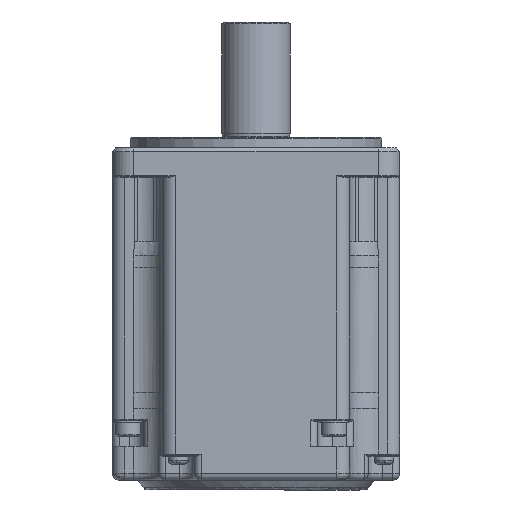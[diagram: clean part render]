
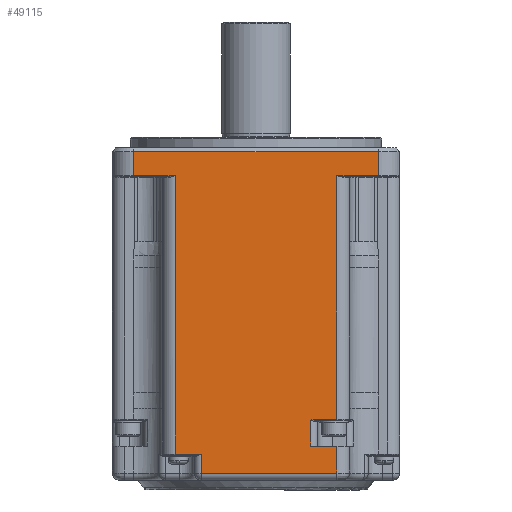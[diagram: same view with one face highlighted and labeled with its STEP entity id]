
A CAD part, front view. The second image highlights one B-rep face of the part: STEP entity #49115.
In plain terms, the highlighted planar face has unit normal (0, -1, 0).
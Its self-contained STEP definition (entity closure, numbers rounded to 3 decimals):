
#3259=CARTESIAN_POINT('',(22.5,-40.,-93.4));
#3260=VERTEX_POINT('',#3259);
#3285=CARTESIAN_POINT('',(-15.2,-40.,-93.4));
#3286=VERTEX_POINT('',#3285);
#3296=CARTESIAN_POINT('',(22.5,-40.,-93.4));
#3297=DIRECTION('',(-1.,0.,0.));
#3298=VECTOR('',#3297,37.7);
#3299=LINE('',#3296,#3298);
#3300=EDGE_CURVE('',#3260,#3286,#3299,.T.);
#4646=CARTESIAN_POINT('',(15.2,-40.,-85.9));
#4647=VERTEX_POINT('',#4646);
#4655=CARTESIAN_POINT('',(22.5,-40.,-85.9));
#4656=VERTEX_POINT('',#4655);
#4657=CARTESIAN_POINT('',(15.2,-40.,-85.9));
#4658=DIRECTION('',(1.,0.,0.));
#4659=VECTOR('',#4658,7.3);
#4660=LINE('',#4657,#4659);
#4661=EDGE_CURVE('',#4647,#4656,#4660,.T.);
#4845=CARTESIAN_POINT('',(22.5,-40.,-78.45));
#4846=VERTEX_POINT('',#4845);
#4869=CARTESIAN_POINT('',(-22.5,-40.,-88.1));
#4870=VERTEX_POINT('',#4869);
#4888=CARTESIAN_POINT('',(-15.2,-40.,-88.1));
#4889=VERTEX_POINT('',#4888);
#4904=CARTESIAN_POINT('',(-15.2,-40.,-88.1));
#4905=DIRECTION('',(-1.,0.,0.));
#4906=VECTOR('',#4905,7.3);
#4907=LINE('',#4904,#4906);
#4908=EDGE_CURVE('',#4889,#4870,#4907,.T.);
#4925=CARTESIAN_POINT('',(-15.2,-40.,-93.4));
#4926=DIRECTION('',(0.,0.,1.));
#4927=VECTOR('',#4926,5.3);
#4928=LINE('',#4925,#4927);
#4929=EDGE_CURVE('',#3286,#4889,#4928,.T.);
#4970=CARTESIAN_POINT('',(22.5,-40.,-85.9));
#4971=DIRECTION('',(0.,0.,-1.));
#4972=VECTOR('',#4971,7.5);
#4973=LINE('',#4970,#4972);
#4974=EDGE_CURVE('',#4656,#3260,#4973,.T.);
#4987=CARTESIAN_POINT('',(15.2,-40.,-78.7));
#4988=VERTEX_POINT('',#4987);
#4989=CARTESIAN_POINT('',(15.2,-40.,-78.7));
#4990=DIRECTION('',(0.,0.,-1.));
#4991=VECTOR('',#4990,7.2);
#4992=LINE('',#4989,#4991);
#4993=EDGE_CURVE('',#4988,#4647,#4992,.T.);
#5190=CARTESIAN_POINT('',(16.615,-40.,-78.45));
#5191=VERTEX_POINT('',#5190);
#5201=CARTESIAN_POINT('',(16.615,-40.,-78.45));
#5202=CARTESIAN_POINT('',(16.572,-40.,-78.451));
#5203=CARTESIAN_POINT('',(16.43,-40.,-78.463));
#5204=CARTESIAN_POINT('',(16.2,-40.,-78.492));
#5205=CARTESIAN_POINT('',(15.953,-40.,-78.528));
#5206=CARTESIAN_POINT('',(15.718,-40.,-78.566));
#5207=CARTESIAN_POINT('',(15.395,-40.,-78.631));
#5208=CARTESIAN_POINT('',(15.247,-40.,-78.674));
#5209=CARTESIAN_POINT('',(15.2,-40.,-78.7));
#5210=B_SPLINE_CURVE_WITH_KNOTS('',3,(#5201,#5202,#5203,#5204,#5205,#5206,#5207,#5208,#5209),.UNSPECIFIED.,.F.,.U.,(4,1,1,1,1,1,4),(0.,0.208,0.375,0.417,0.625,0.75,1.),.UNSPECIFIED.);
#5211=EDGE_CURVE('',#5191,#4988,#5210,.T.);
#5234=CARTESIAN_POINT('',(22.5,-40.,-78.45));
#5235=DIRECTION('',(-1.,0.,0.));
#5236=VECTOR('',#5235,5.885);
#5237=LINE('',#5234,#5236);
#5238=EDGE_CURVE('',#4846,#5191,#5237,.T.);
#49046=CARTESIAN_POINT('',(0.,-40.,-48.7));
#49047=DIRECTION('',(0.,0.,1.));
#49048=DIRECTION('',(0.,-1.,0.));
#49049=AXIS2_PLACEMENT_3D('',#49046,#49048,#49047);
#49050=PLANE('',#49049);
#49051=ORIENTED_EDGE('',*,*,#4908,.F.);
#49052=ORIENTED_EDGE('',*,*,#4929,.F.);
#49053=ORIENTED_EDGE('',*,*,#3300,.F.);
#49054=ORIENTED_EDGE('',*,*,#4974,.F.);
#49055=ORIENTED_EDGE('',*,*,#4661,.F.);
#49056=ORIENTED_EDGE('',*,*,#4993,.F.);
#49057=ORIENTED_EDGE('',*,*,#5211,.F.);
#49058=ORIENTED_EDGE('',*,*,#5238,.F.);
#49059=CARTESIAN_POINT('',(22.5,-40.,-10.7));
#49060=VERTEX_POINT('',#49059);
#49061=CARTESIAN_POINT('',(22.5,-40.,-78.45));
#49062=DIRECTION('',(0.,0.,1.));
#49063=VECTOR('',#49062,67.75);
#49064=LINE('',#49061,#49063);
#49065=EDGE_CURVE('',#4846,#49060,#49064,.T.);
#49066=ORIENTED_EDGE('',*,*,#49065,.T.);
#49067=CARTESIAN_POINT('',(34.,-40.,-10.7));
#49068=VERTEX_POINT('',#49067);
#49069=CARTESIAN_POINT('',(22.5,-40.,-10.7));
#49070=DIRECTION('',(1.,0.,0.));
#49071=VECTOR('',#49070,11.5);
#49072=LINE('',#49069,#49071);
#49073=EDGE_CURVE('',#49060,#49068,#49072,.T.);
#49074=ORIENTED_EDGE('',*,*,#49073,.T.);
#49075=CARTESIAN_POINT('',(34.,-40.,-4.));
#49076=VERTEX_POINT('',#49075);
#49077=CARTESIAN_POINT('',(34.,-40.,-10.7));
#49078=DIRECTION('',(0.,0.,1.));
#49079=VECTOR('',#49078,6.7);
#49080=LINE('',#49077,#49079);
#49081=EDGE_CURVE('',#49068,#49076,#49080,.T.);
#49082=ORIENTED_EDGE('',*,*,#49081,.T.);
#49083=CARTESIAN_POINT('',(-34.,-40.,-4.));
#49084=VERTEX_POINT('',#49083);
#49085=CARTESIAN_POINT('',(34.,-40.,-4.));
#49086=DIRECTION('',(-1.,0.,0.));
#49087=VECTOR('',#49086,68.);
#49088=LINE('',#49085,#49087);
#49089=EDGE_CURVE('',#49076,#49084,#49088,.T.);
#49090=ORIENTED_EDGE('',*,*,#49089,.T.);
#49091=CARTESIAN_POINT('',(-34.,-40.,-10.7));
#49092=VERTEX_POINT('',#49091);
#49093=CARTESIAN_POINT('',(-34.,-40.,-4.));
#49094=DIRECTION('',(0.,0.,-1.));
#49095=VECTOR('',#49094,6.7);
#49096=LINE('',#49093,#49095);
#49097=EDGE_CURVE('',#49084,#49092,#49096,.T.);
#49098=ORIENTED_EDGE('',*,*,#49097,.T.);
#49099=CARTESIAN_POINT('',(-22.5,-40.,-10.7));
#49100=VERTEX_POINT('',#49099);
#49101=CARTESIAN_POINT('',(-34.,-40.,-10.7));
#49102=DIRECTION('',(1.,0.,0.));
#49103=VECTOR('',#49102,11.5);
#49104=LINE('',#49101,#49103);
#49105=EDGE_CURVE('',#49092,#49100,#49104,.T.);
#49106=ORIENTED_EDGE('',*,*,#49105,.T.);
#49107=CARTESIAN_POINT('',(-22.5,-40.,-88.1));
#49108=DIRECTION('',(0.,0.,1.));
#49109=VECTOR('',#49108,77.4);
#49110=LINE('',#49107,#49109);
#49111=EDGE_CURVE('',#4870,#49100,#49110,.T.);
#49112=ORIENTED_EDGE('',*,*,#49111,.F.);
#49113=EDGE_LOOP('',(#49051,#49052,#49053,#49054,#49055,#49056,#49057,#49058,#49066,#49074,#49082,#49090,#49098,#49106,#49112));
#49114=FACE_OUTER_BOUND('',#49113,.T.);
#49115=ADVANCED_FACE('',(#49114),#49050,.T.);
